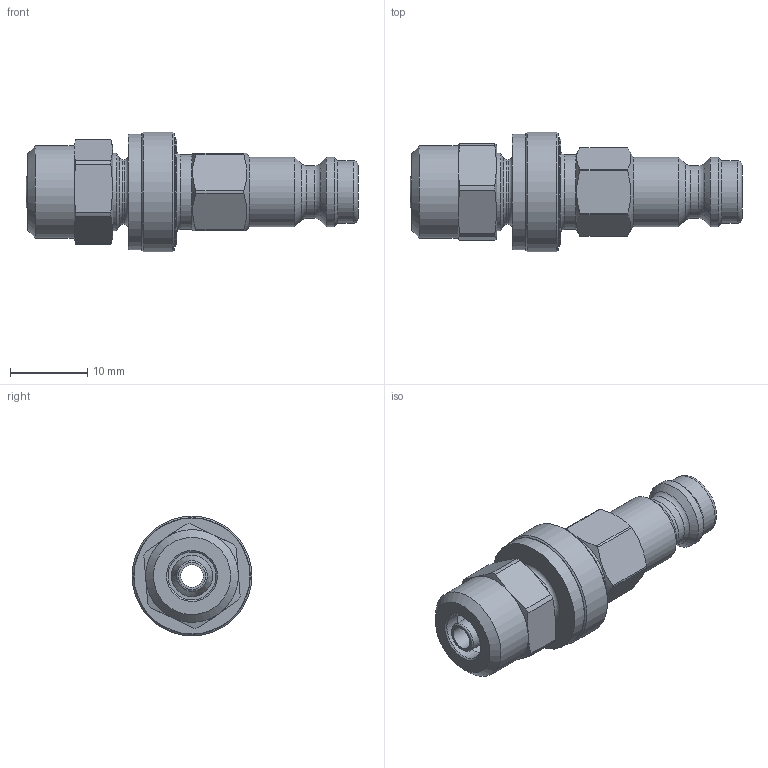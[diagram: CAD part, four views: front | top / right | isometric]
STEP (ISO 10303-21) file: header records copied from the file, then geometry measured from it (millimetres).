
FILE_DESCRIPTION((''),'2;1');
FILE_NAME('21sfko06mxx6.stp','2013-07-22T09:48:55',('AS035480'),(''),'Autodesk Inventor 2013','Autodesk Inventor 2013','');
FILE_SCHEMA(('AUTOMOTIVE_DESIGN { 1 0 10303 214 1 1 1 1 }'));
Length unit declared in the file: millimetre
Products named in the file (4): D107379; D107287; D103012; D102148
Assembly tree (3 placements, depth 2):
  D107379
    D107287
    D103012
    D102148
Bounding box: 43 x 15.5 x 15.5 mm (x, y, z)
Volume: 3268.6 mm3; surface area: 3466.9 mm2
Topology: 3 solids, 3 shells, 87 faces, 188 edges, 112 vertices
Faces by surface type: cylinder 32, cone 24, plane 23, torus 8
Full cylindrical faces by diameter (mm): 2.95 x1, 3.95 x1, 4.45 x1, 4.6 x1, 6.2 x1, 6.831 x1, 8.1 x1, 8.4 x1, 8.6 x1, 9 x2, 9.447 x1, 9.7 x1, 10 x1, 12 x1, 13.85 x1, 14 x1, 14.05 x1, 15 x1, 15.5 x1
Entity records: 2209 total; most frequent: CARTESIAN_POINT 402, DIRECTION 382, ORIENTED_EDGE 278, AXIS2_PLACEMENT_3D 179, EDGE_LOOP 144, EDGE_CURVE 139, VERTEX_POINT 109, FACE_OUTER_BOUND 87
